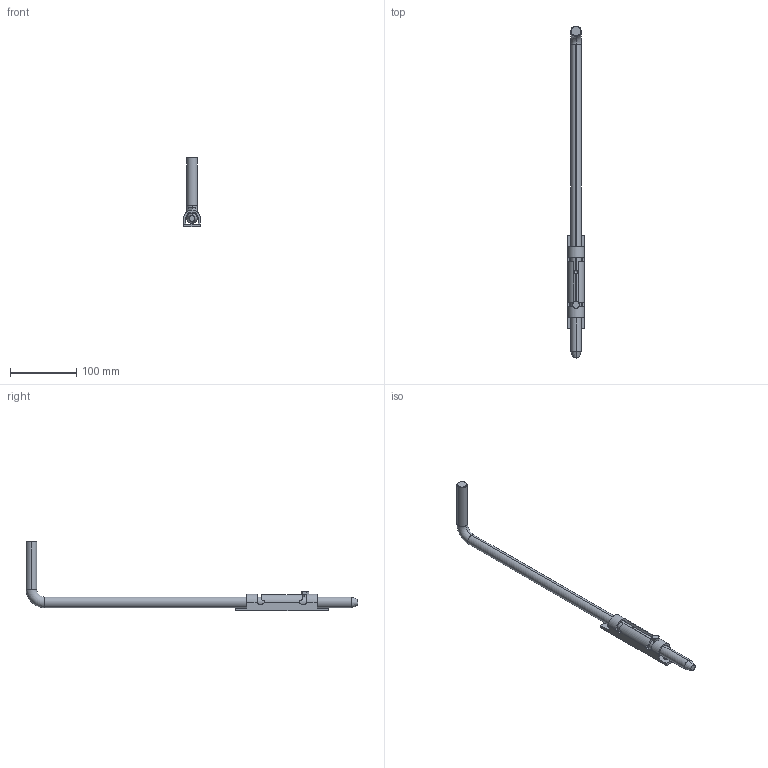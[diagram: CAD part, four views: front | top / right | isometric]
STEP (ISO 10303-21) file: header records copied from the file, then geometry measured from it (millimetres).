
FILE_DESCRIPTION (( 'STEP AP203' ), '1' );
FILE_NAME ('67-A-500.step', '2020-12-14T09:50:40', ( '' ), ( '' ), 'SwSTEP 2.0', 'SolidWorks 2018', '' );
FILE_SCHEMA (( 'CONFIG_CONTROL_DESIGN' ));
Length unit declared in the file: millimetre
Products named in the file (8): DIN 931; DIN 931_DIN 931 M6x15; 67-A-X00 Teil2_67-A-500 Teil2; 67-A-500; 67-A-X00 Teil1_67-A-500 Teil1; 67-A-X00 Teil1; 67-A-X00 Teil2
Assembly tree (4 placements, depth 2):
  67-A-500
    67-A-X00 Teil1_67-A-500 Teil1
    67-A-X00 Teil2_67-A-500 Teil2
    DIN 931_DIN 931 M6x15
  67-A-X00 Teil1
  67-A-500
    DIN 931
  67-A-X00 Teil2
Bounding box: 25 x 500 x 104.5 mm (x, y, z)
Volume: 141612.8 mm3; surface area: 47661.5 mm2
Topology: 3 solids, 3 shells, 348 faces, 942 edges, 618 vertices
Faces by surface type: plane 173, bspline 107, cylinder 42, cone 24, torus 2
Entity records: 20359 total; most frequent: CARTESIAN_POINT 11612, ORIENTED_EDGE 1874, DIRECTION 1267, EDGE_CURVE 937, VERTEX_POINT 616, VECTOR 573, LINE 573, EDGE_LOOP 381
